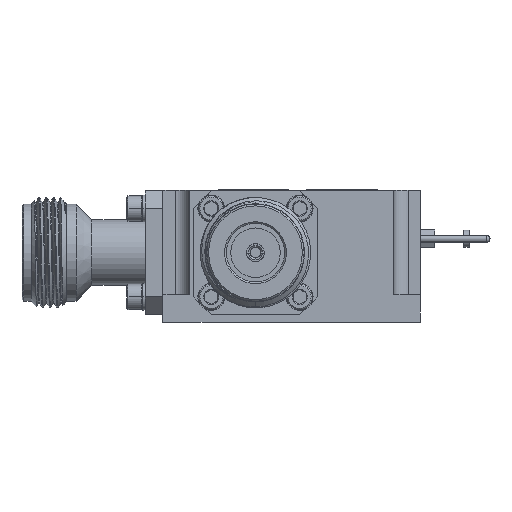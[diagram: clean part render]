
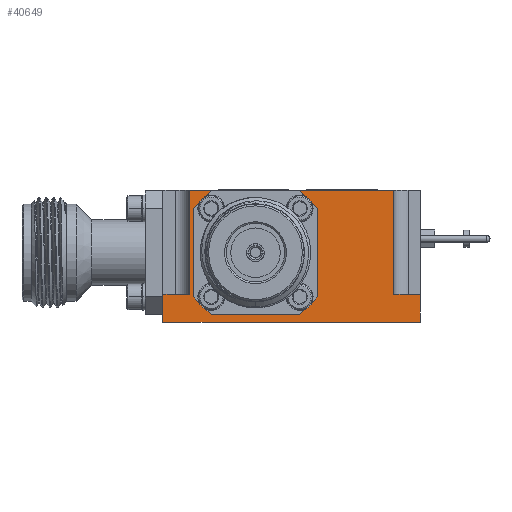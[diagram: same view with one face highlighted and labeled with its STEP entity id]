
A CAD part, left-side view. The second image highlights one B-rep face of the part: STEP entity #40649.
In plain terms, the highlighted planar face has unit normal (-1, 0, 0).
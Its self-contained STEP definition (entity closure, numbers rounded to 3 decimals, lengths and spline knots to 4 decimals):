
#36 = DIRECTION ( 'NONE',  ( 0., -1., 0. ) ) ;
#278 = LINE ( 'NONE', #7926, #43030 ) ;
#339 = FACE_OUTER_BOUND ( 'NONE', #35223, .T. ) ;
#1023 = VECTOR ( 'NONE', #16708, 39.3701 ) ;
#2433 = VECTOR ( 'NONE', #29605, 39.3701 ) ;
#2938 = LINE ( 'NONE', #26883, #42129 ) ;
#3490 = CARTESIAN_POINT ( 'NONE',  ( -0.6299, 0.5547, -0.1043 ) ) ;
#3863 = ORIENTED_EDGE ( 'NONE', *, *, #14364, .T. ) ;
#4214 = VECTOR ( 'NONE', #9526, 39.3701 ) ;
#4426 = VERTEX_POINT ( 'NONE', #20477 ) ;
#4455 = VECTOR ( 'NONE', #41938, 39.3701 ) ;
#4670 = LINE ( 'NONE', #8101, #33742 ) ;
#6201 = VERTEX_POINT ( 'NONE', #21092 ) ;
#6418 = EDGE_CURVE ( 'NONE', #21594, #21739, #9928, .T. ) ;
#6824 = VERTEX_POINT ( 'NONE', #13043 ) ;
#7926 = CARTESIAN_POINT ( 'NONE',  ( -0.6299, 0.5547, -0.6043 ) ) ;
#7968 = CARTESIAN_POINT ( 'NONE',  ( -0.6299, 0.5783, 0. ) ) ;
#7984 = ORIENTED_EDGE ( 'NONE', *, *, #20909, .T. ) ;
#8023 = DIRECTION ( 'NONE',  ( 0., 1., 0. ) ) ;
#8101 = CARTESIAN_POINT ( 'NONE',  ( -0.6299, -0.0453, -0.0043 ) ) ;
#8406 = EDGE_CURVE ( 'NONE', #34062, #4426, #15872, .T. ) ;
#8833 = DIRECTION ( 'NONE',  ( 0., 0., 1. ) ) ;
#9210 = CARTESIAN_POINT ( 'NONE',  ( -0.6299, -0.5783, -0.9602 ) ) ;
#9526 = DIRECTION ( 'NONE',  ( 0., 0., 1. ) ) ;
#9928 = LINE ( 'NONE', #39948, #49099 ) ;
#9934 = EDGE_CURVE ( 'NONE', #21807, #46987, #44851, .T. ) ;
#10239 = CARTESIAN_POINT ( 'NONE',  ( -0.6299, 0.5547, -0.6043 ) ) ;
#10250 = ORIENTED_EDGE ( 'NONE', *, *, #44955, .T. ) ;
#10444 = DIRECTION ( 'NONE',  ( 0., 0., 1. ) ) ;
#10832 = VERTEX_POINT ( 'NONE', #27559 ) ;
#11289 = LINE ( 'NONE', #33155, #19613 ) ;
#11404 = VECTOR ( 'NONE', #49139, 39.3701 ) ;
#12405 = ORIENTED_EDGE ( 'NONE', *, *, #44980, .F. ) ;
#12548 = LINE ( 'NONE', #25940, #2433 ) ;
#13043 = CARTESIAN_POINT ( 'NONE',  ( -0.6299, -0.1453, -0.6043 ) ) ;
#13978 = CARTESIAN_POINT ( 'NONE',  ( -0.6299, -0.0453, -0.7043 ) ) ;
#14364 = EDGE_CURVE ( 'NONE', #33584, #6824, #12548, .T. ) ;
#14574 = ORIENTED_EDGE ( 'NONE', *, *, #15454, .T. ) ;
#14718 = CARTESIAN_POINT ( 'NONE',  ( -0.6299, 0.7283, -0.748 ) ) ;
#14840 = ORIENTED_EDGE ( 'NONE', *, *, #48358, .F. ) ;
#15239 = DIRECTION ( 'NONE',  ( -1., 0., 0. ) ) ;
#15454 = EDGE_CURVE ( 'NONE', #6201, #16058, #2938, .T. ) ;
#15872 = LINE ( 'NONE', #23971, #1023 ) ;
#16058 = VERTEX_POINT ( 'NONE', #10239 ) ;
#16195 = VECTOR ( 'NONE', #36, 39.3701 ) ;
#16438 = CARTESIAN_POINT ( 'NONE',  ( -0.6299, -0.1453, -0.1043 ) ) ;
#16483 = AXIS2_PLACEMENT_3D ( 'NONE', #44952, #15239, #48905 ) ;
#16708 = DIRECTION ( 'NONE',  ( 0., -1., 0. ) ) ;
#17247 = DIRECTION ( 'NONE',  ( 0., 0., 1. ) ) ;
#17761 = VECTOR ( 'NONE', #8023, 39.3701 ) ;
#18038 = VECTOR ( 'NONE', #35737, 39.3701 ) ;
#18544 = PLANE ( 'NONE',  #16483 ) ;
#18928 = EDGE_CURVE ( 'NONE', #6824, #47034, #48889, .T. ) ;
#19392 = CARTESIAN_POINT ( 'NONE',  ( -0.6299, 0.7283, -0.5906 ) ) ;
#19613 = VECTOR ( 'NONE', #10444, 39.3701 ) ;
#19765 = ORIENTED_EDGE ( 'NONE', *, *, #6418, .T. ) ;
#20262 = CARTESIAN_POINT ( 'NONE',  ( -0.6299, 0.7283, -0.748 ) ) ;
#20310 = LINE ( 'NONE', #26356, #16195 ) ;
#20477 = CARTESIAN_POINT ( 'NONE',  ( -0.6299, -0.0453, -0.0043 ) ) ;
#20486 = ORIENTED_EDGE ( 'NONE', *, *, #18928, .T. ) ;
#20679 = CARTESIAN_POINT ( 'NONE',  ( -0.6299, -0.1453, -0.6043 ) ) ;
#20909 = EDGE_CURVE ( 'NONE', #10832, #41479, #47583, .T. ) ;
#21092 = CARTESIAN_POINT ( 'NONE',  ( -0.6299, 0.4547, -0.7043 ) ) ;
#21339 = LINE ( 'NONE', #44787, #43340 ) ;
#21594 = VERTEX_POINT ( 'NONE', #35637 ) ;
#21739 = VERTEX_POINT ( 'NONE', #25003 ) ;
#21807 = VERTEX_POINT ( 'NONE', #36903 ) ;
#21981 = ORIENTED_EDGE ( 'NONE', *, *, #27285, .T. ) ;
#23620 = VERTEX_POINT ( 'NONE', #3490 ) ;
#23971 = CARTESIAN_POINT ( 'NONE',  ( -0.6299, 0.4547, -0.0043 ) ) ;
#24737 = CARTESIAN_POINT ( 'NONE',  ( -0.6299, 0.5783, -0.5906 ) ) ;
#25003 = CARTESIAN_POINT ( 'NONE',  ( -0.6299, -0.7283, -0.5906 ) ) ;
#25744 = ORIENTED_EDGE ( 'NONE', *, *, #29657, .F. ) ;
#25824 = DIRECTION ( 'NONE',  ( 0., -1., 0. ) ) ;
#25940 = CARTESIAN_POINT ( 'NONE',  ( -0.6299, -0.1453, -0.1043 ) ) ;
#26221 = EDGE_CURVE ( 'NONE', #36739, #21594, #45110, .T. ) ;
#26356 = CARTESIAN_POINT ( 'NONE',  ( -0.6299, -0.7283, 0. ) ) ;
#26654 = DIRECTION ( 'NONE',  ( 0., -0.707, -0.707 ) ) ;
#26883 = CARTESIAN_POINT ( 'NONE',  ( -0.6299, 0.4547, -0.7043 ) ) ;
#27025 = DIRECTION ( 'NONE',  ( 0., -1., 0. ) ) ;
#27279 = VECTOR ( 'NONE', #27025, 39.3701 ) ;
#27285 = EDGE_CURVE ( 'NONE', #4426, #33584, #4670, .T. ) ;
#27559 = CARTESIAN_POINT ( 'NONE',  ( -0.6299, -0.5783, -0.5906 ) ) ;
#28255 = VECTOR ( 'NONE', #8833, 39.3701 ) ;
#29605 = DIRECTION ( 'NONE',  ( 0., 0., -1. ) ) ;
#29657 = EDGE_CURVE ( 'NONE', #36739, #21807, #32410, .T. ) ;
#30661 = EDGE_CURVE ( 'NONE', #16058, #23620, #278, .T. ) ;
#30951 = CARTESIAN_POINT ( 'NONE',  ( -0.6299, 0.4547, -0.0043 ) ) ;
#32410 = LINE ( 'NONE', #20262, #28255 ) ;
#32967 = FACE_BOUND ( 'NONE', #46406, .T. ) ;
#33155 = CARTESIAN_POINT ( 'NONE',  ( -0.6299, 0.5783, -0.9602 ) ) ;
#33584 = VERTEX_POINT ( 'NONE', #16438 ) ;
#33742 = VECTOR ( 'NONE', #26654, 39.3701 ) ;
#33903 = ORIENTED_EDGE ( 'NONE', *, *, #48290, .F. ) ;
#34062 = VERTEX_POINT ( 'NONE', #30951 ) ;
#34169 = CARTESIAN_POINT ( 'NONE',  ( -0.6299, 0.5547, -0.1043 ) ) ;
#34511 = DIRECTION ( 'NONE',  ( 0., 0.707, 0.707 ) ) ;
#34922 = LINE ( 'NONE', #37681, #17761 ) ;
#35223 = EDGE_LOOP ( 'NONE', ( #14840, #7984, #12405, #33903, #39004, #25744, #43083, #19765 ) ) ;
#35637 = CARTESIAN_POINT ( 'NONE',  ( -0.6299, -0.7283, -0.748 ) ) ;
#35737 = DIRECTION ( 'NONE',  ( 0., 0.707, -0.707 ) ) ;
#36739 = VERTEX_POINT ( 'NONE', #14718 ) ;
#36903 = CARTESIAN_POINT ( 'NONE',  ( -0.6299, 0.7283, -0.5906 ) ) ;
#37681 = CARTESIAN_POINT ( 'NONE',  ( -0.6299, -0.0453, -0.7043 ) ) ;
#38251 = DIRECTION ( 'NONE',  ( 0., 0., 1. ) ) ;
#38614 = CARTESIAN_POINT ( 'NONE',  ( -0.6299, -0.7283, -0.748 ) ) ;
#39004 = ORIENTED_EDGE ( 'NONE', *, *, #9934, .F. ) ;
#39948 = CARTESIAN_POINT ( 'NONE',  ( -0.6299, -0.7283, -0.748 ) ) ;
#40649 = ADVANCED_FACE ( 'NONE', ( #32967, #339 ), #18544, .T. ) ;
#41479 = VERTEX_POINT ( 'NONE', #42099 ) ;
#41938 = DIRECTION ( 'NONE',  ( 0., -1., 0. ) ) ;
#42099 = CARTESIAN_POINT ( 'NONE',  ( -0.6299, -0.5783, 0. ) ) ;
#42129 = VECTOR ( 'NONE', #34511, 39.3701 ) ;
#43030 = VECTOR ( 'NONE', #38251, 39.3701 ) ;
#43083 = ORIENTED_EDGE ( 'NONE', *, *, #26221, .T. ) ;
#43340 = VECTOR ( 'NONE', #25824, 39.3701 ) ;
#43756 = ORIENTED_EDGE ( 'NONE', *, *, #30661, .T. ) ;
#44787 = CARTESIAN_POINT ( 'NONE',  ( -0.6299, -0.7283, -0.5906 ) ) ;
#44851 = LINE ( 'NONE', #19392, #4455 ) ;
#44952 = CARTESIAN_POINT ( 'NONE',  ( -0.6299, -0.7283, -0.748 ) ) ;
#44955 = EDGE_CURVE ( 'NONE', #23620, #34062, #47036, .T. ) ;
#44980 = EDGE_CURVE ( 'NONE', #45071, #41479, #20310, .T. ) ;
#45071 = VERTEX_POINT ( 'NONE', #7968 ) ;
#45110 = LINE ( 'NONE', #38614, #27279 ) ;
#46406 = EDGE_LOOP ( 'NONE', ( #10250, #48416, #21981, #3863, #20486, #48902, #14574, #43756 ) ) ;
#46987 = VERTEX_POINT ( 'NONE', #24737 ) ;
#47034 = VERTEX_POINT ( 'NONE', #13978 ) ;
#47036 = LINE ( 'NONE', #34169, #11404 ) ;
#47583 = LINE ( 'NONE', #9210, #4214 ) ;
#48290 = EDGE_CURVE ( 'NONE', #46987, #45071, #11289, .T. ) ;
#48358 = EDGE_CURVE ( 'NONE', #10832, #21739, #21339, .T. ) ;
#48416 = ORIENTED_EDGE ( 'NONE', *, *, #8406, .T. ) ;
#48889 = LINE ( 'NONE', #20679, #18038 ) ;
#48902 = ORIENTED_EDGE ( 'NONE', *, *, #48993, .T. ) ;
#48905 = DIRECTION ( 'NONE',  ( 0., 0., 1. ) ) ;
#48993 = EDGE_CURVE ( 'NONE', #47034, #6201, #34922, .T. ) ;
#49099 = VECTOR ( 'NONE', #17247, 39.3701 ) ;
#49139 = DIRECTION ( 'NONE',  ( 0., -0.707, 0.707 ) ) ;
